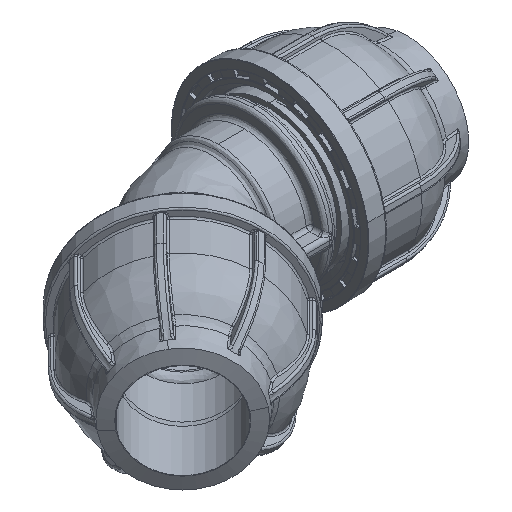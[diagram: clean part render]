
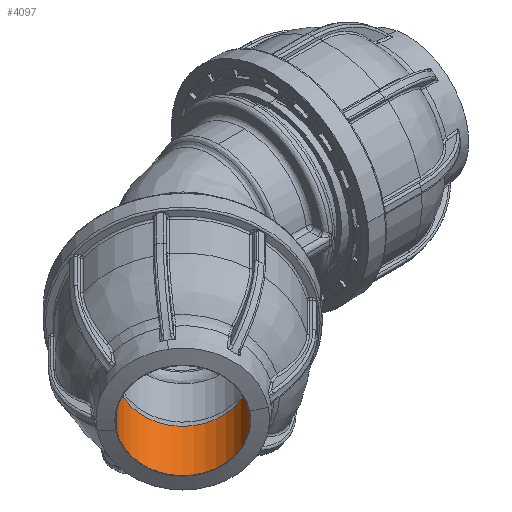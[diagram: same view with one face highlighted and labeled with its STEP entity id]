
A CAD part, isometric view. The second image highlights one B-rep face of the part: STEP entity #4097.
In plain terms, the highlighted cylindrical face has radius 12.65 mm (diameter 25.3 mm), a partial arc.
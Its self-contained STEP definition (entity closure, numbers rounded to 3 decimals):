
#2022 = EDGE_CURVE ( 'NONE', #14809, #13866, #5609, .T. ) ;
#2239 = DIRECTION ( 'NONE',  ( -0.697, 0.697, -0.168 ) ) ;
#2773 = FACE_OUTER_BOUND ( 'NONE', #48413, .T. ) ;
#4097 = ADVANCED_FACE ( 'NONE', ( #2773 ), #43864, .T. ) ;
#5197 = VECTOR ( 'NONE', #18031, 1000. ) ;
#5609 = CIRCLE ( 'NONE', #45397, 12.65 ) ;
#6560 = LINE ( 'NONE', #18578, #5197 ) ;
#7183 = CARTESIAN_POINT ( 'NONE',  ( -68.793, -33.522, -1.962 ) ) ;
#7384 = CIRCLE ( 'NONE', #20209, 12.65 ) ;
#10951 = EDGE_CURVE ( 'NONE', #20678, #39506, #7384, .T. ) ;
#11369 = ORIENTED_EDGE ( 'NONE', *, *, #2022, .F. ) ;
#13866 = VERTEX_POINT ( 'NONE', #37850 ) ;
#14761 = CARTESIAN_POINT ( 'NONE',  ( -59.976, -42.339, 0.169 ) ) ;
#14809 = VERTEX_POINT ( 'NONE', #47584 ) ;
#17431 = EDGE_CURVE ( 'NONE', #14809, #20678, #6560, .T. ) ;
#18031 = DIRECTION ( 'NONE',  ( -0.707, -0.707, 0. ) ) ;
#18578 = CARTESIAN_POINT ( 'NONE',  ( -51.159, -51.156, 2.3 ) ) ;
#18607 = DIRECTION ( 'NONE',  ( -0.697, 0.697, -0.168 ) ) ;
#19028 = CARTESIAN_POINT ( 'NONE',  ( -59.976, -42.339, 0.169 ) ) ;
#20209 = AXIS2_PLACEMENT_3D ( 'NONE', #14761, #44874, #49206 ) ;
#20678 = VERTEX_POINT ( 'NONE', #40875 ) ;
#23517 = CARTESIAN_POINT ( 'NONE',  ( -48.662, -31.025, 0.169 ) ) ;
#23671 = EDGE_CURVE ( 'NONE', #13866, #39506, #29891, .T. ) ;
#25933 = DIRECTION ( 'NONE',  ( -0.707, -0.707, 0. ) ) ;
#27806 = ORIENTED_EDGE ( 'NONE', *, *, #17431, .T. ) ;
#28079 = DIRECTION ( 'NONE',  ( -0.707, -0.707, 0. ) ) ;
#29891 = LINE ( 'NONE', #43040, #39318 ) ;
#37850 = CARTESIAN_POINT ( 'NONE',  ( -57.479, -22.208, -1.962 ) ) ;
#39318 = VECTOR ( 'NONE', #25933, 1000. ) ;
#39506 = VERTEX_POINT ( 'NONE', #7183 ) ;
#40875 = CARTESIAN_POINT ( 'NONE',  ( -51.159, -51.156, 2.3 ) ) ;
#43040 = CARTESIAN_POINT ( 'NONE',  ( -68.793, -33.522, -1.962 ) ) ;
#43864 = CYLINDRICAL_SURFACE ( 'NONE', #51266, 12.65 ) ;
#44377 = DIRECTION ( 'NONE',  ( 0.707, 0.707, 0. ) ) ;
#44564 = ORIENTED_EDGE ( 'NONE', *, *, #23671, .F. ) ;
#44874 = DIRECTION ( 'NONE',  ( 0.707, 0.707, 0. ) ) ;
#45397 = AXIS2_PLACEMENT_3D ( 'NONE', #23517, #44377, #18607 ) ;
#47584 = CARTESIAN_POINT ( 'NONE',  ( -39.845, -39.842, 2.3 ) ) ;
#48413 = EDGE_LOOP ( 'NONE', ( #11369, #27806, #51563, #44564 ) ) ;
#49206 = DIRECTION ( 'NONE',  ( -0.697, 0.697, -0.168 ) ) ;
#51266 = AXIS2_PLACEMENT_3D ( 'NONE', #19028, #28079, #2239 ) ;
#51563 = ORIENTED_EDGE ( 'NONE', *, *, #10951, .T. ) ;
